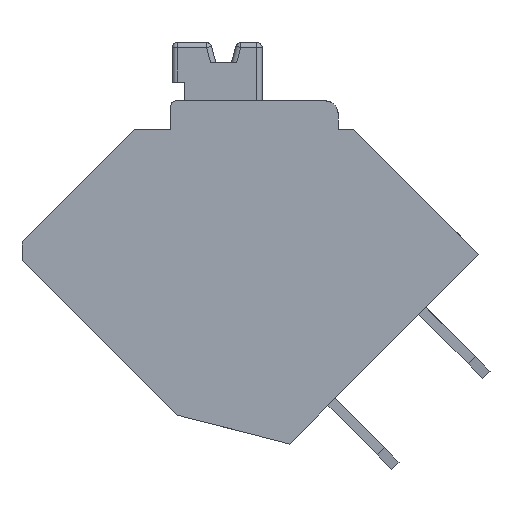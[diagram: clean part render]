
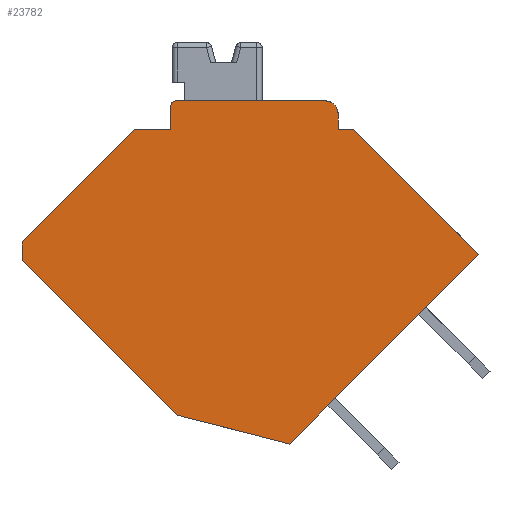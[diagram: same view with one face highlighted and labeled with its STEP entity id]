
A CAD part, left-side view. The second image highlights one B-rep face of the part: STEP entity #23782.
In plain terms, the highlighted planar face has unit normal (-1, 0, 0).
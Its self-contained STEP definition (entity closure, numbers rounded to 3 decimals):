
#509=PLANE('',#25223);
#1347=CIRCLE('',#25169,0.5);
#1349=CIRCLE('',#25173,0.2);
#3705=ORIENTED_EDGE('',*,*,#10477,.F.);
#3706=ORIENTED_EDGE('',*,*,#10483,.T.);
#3707=ORIENTED_EDGE('',*,*,#9069,.F.);
#3708=ORIENTED_EDGE('',*,*,#10474,.F.);
#3709=ORIENTED_EDGE('',*,*,#10393,.F.);
#3710=ORIENTED_EDGE('',*,*,#9120,.F.);
#3711=ORIENTED_EDGE('',*,*,#10461,.F.);
#3712=ORIENTED_EDGE('',*,*,#10460,.F.);
#3713=ORIENTED_EDGE('',*,*,#10336,.T.);
#3714=ORIENTED_EDGE('',*,*,#10331,.F.);
#3715=ORIENTED_EDGE('',*,*,#10343,.T.);
#3716=ORIENTED_EDGE('',*,*,#10341,.F.);
#3717=ORIENTED_EDGE('',*,*,#10401,.F.);
#9069=EDGE_CURVE('',#12617,#12618,#14912,.T.);
#9120=EDGE_CURVE('',#12666,#12667,#14963,.T.);
#10331=EDGE_CURVE('',#13703,#13704,#16081,.T.);
#10336=EDGE_CURVE('',#13708,#13704,#1347,.T.);
#10341=EDGE_CURVE('',#13712,#13709,#16088,.T.);
#10343=EDGE_CURVE('',#13703,#13709,#1349,.T.);
#10393=EDGE_CURVE('',#12667,#13749,#16138,.T.);
#10401=EDGE_CURVE('',#13754,#13712,#16143,.T.);
#10460=EDGE_CURVE('',#13708,#13784,#16174,.T.);
#10461=EDGE_CURVE('',#13784,#12666,#16175,.T.);
#10474=EDGE_CURVE('',#13749,#12617,#16188,.T.);
#10477=EDGE_CURVE('',#13786,#13754,#16191,.T.);
#10483=EDGE_CURVE('',#13786,#12618,#16196,.F.);
#12617=VERTEX_POINT('',#33572);
#12618=VERTEX_POINT('',#33574);
#12666=VERTEX_POINT('',#33675);
#12667=VERTEX_POINT('',#33677);
#13703=VERTEX_POINT('',#36154);
#13704=VERTEX_POINT('',#36156);
#13708=VERTEX_POINT('',#36170);
#13709=VERTEX_POINT('',#36174);
#13712=VERTEX_POINT('',#36179);
#13749=VERTEX_POINT('',#36279);
#13754=VERTEX_POINT('',#36294);
#13784=VERTEX_POINT('',#36383);
#13786=VERTEX_POINT('',#36406);
#14912=LINE('',#33573,#17916);
#14963=LINE('',#33676,#17967);
#16081=LINE('',#36155,#19085);
#16088=LINE('',#36180,#19092);
#16138=LINE('',#36281,#19142);
#16143=LINE('',#36295,#19147);
#16174=LINE('',#36385,#19178);
#16175=LINE('',#36387,#19179);
#16188=LINE('',#36401,#19192);
#16191=LINE('',#36407,#19195);
#16196=LINE('',#36417,#19200);
#17916=VECTOR('',#26895,1000.);
#17967=VECTOR('',#26952,1000.);
#19085=VECTOR('',#28574,1000.);
#19092=VECTOR('',#28589,1000.);
#19142=VECTOR('',#28667,1000.);
#19147=VECTOR('',#28680,1000.);
#19178=VECTOR('',#28769,1000.);
#19179=VECTOR('',#28772,1000.);
#19192=VECTOR('',#28787,1000.);
#19195=VECTOR('',#28792,1000.);
#19200=VECTOR('',#28803,1000.);
#20977=EDGE_LOOP('',(#3705,#3706,#3707,#3708,#3709,#3710,#3711,#3712,#3713,
#3714,#3715,#3716,#3717));
#22266=FACE_BOUND('',#20977,.T.);
#23782=ADVANCED_FACE('',(#22266),#509,.T.);
#25169=AXIS2_PLACEMENT_3D('',#36169,#28581,#28582);
#25173=AXIS2_PLACEMENT_3D('',#36183,#28594,#28595);
#25223=AXIS2_PLACEMENT_3D('',#36416,#28801,#28802);
#26895=DIRECTION('',(0.,0.707,0.707));
#26952=DIRECTION('',(0.,-0.707,-0.707));
#28574=DIRECTION('',(0.,-1.,0.));
#28581=DIRECTION('',(-1.,0.,0.));
#28582=DIRECTION('',(0.,0.,1.));
#28589=DIRECTION('',(0.,0.,1.));
#28594=DIRECTION('',(-1.,0.,0.));
#28595=DIRECTION('',(0.,0.,1.));
#28667=DIRECTION('',(0.,0.707,-0.707));
#28680=DIRECTION('',(0.,-1.,0.));
#28769=DIRECTION('',(0.,0.,-1.));
#28772=DIRECTION('',(0.,-1.,0.));
#28787=DIRECTION('',(0.,0.968,0.25));
#28792=DIRECTION('',(0.,-0.707,0.707));
#28801=DIRECTION('',(-1.,0.,0.));
#28802=DIRECTION('',(0.,0.,1.));
#28803=DIRECTION('',(0.,0.,1.));
#33572=CARTESIAN_POINT('',(-17.85,3.017,-6.364));
#33573=CARTESIAN_POINT('',(-17.85,3.017,-6.364));
#33574=CARTESIAN_POINT('',(-17.85,9.027,-0.354));
#33675=CARTESIAN_POINT('',(-17.85,-3.85,4.731));
#33676=CARTESIAN_POINT('',(-17.85,-3.85,4.731));
#33677=CARTESIAN_POINT('',(-17.85,-8.722,-0.141));
#36154=CARTESIAN_POINT('',(-17.85,3.05,5.831));
#36155=CARTESIAN_POINT('',(-17.85,3.25,5.831));
#36156=CARTESIAN_POINT('',(-17.85,-2.75,5.831));
#36169=CARTESIAN_POINT('',(-17.85,-2.75,5.331));
#36170=CARTESIAN_POINT('',(-17.85,-3.25,5.331));
#36174=CARTESIAN_POINT('',(-17.85,3.25,5.631));
#36179=CARTESIAN_POINT('',(-17.85,3.25,4.731));
#36180=CARTESIAN_POINT('',(-17.85,3.25,5.831));
#36183=CARTESIAN_POINT('',(-17.85,3.05,5.631));
#36279=CARTESIAN_POINT('',(-17.85,-1.368,-7.495));
#36281=CARTESIAN_POINT('',(-17.85,-8.722,-0.141));
#36294=CARTESIAN_POINT('',(-17.85,4.65,4.731));
#36295=CARTESIAN_POINT('',(-17.85,3.25,4.731));
#36383=CARTESIAN_POINT('',(-17.85,-3.25,4.731));
#36385=CARTESIAN_POINT('',(-17.85,-3.25,4.731));
#36387=CARTESIAN_POINT('',(-17.85,-3.85,4.731));
#36401=CARTESIAN_POINT('',(-17.85,-1.368,-7.495));
#36406=CARTESIAN_POINT('',(-17.85,9.027,0.354));
#36407=CARTESIAN_POINT('',(-17.85,9.381,0.));
#36416=CARTESIAN_POINT('',(-17.85,0.,0.));
#36417=CARTESIAN_POINT('',(-17.85,9.027,0.));
